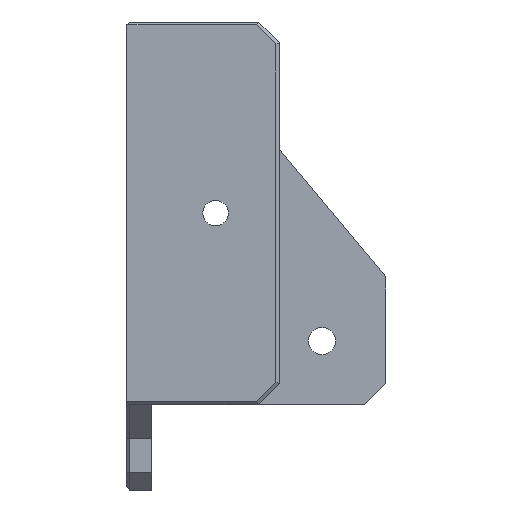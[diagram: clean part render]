
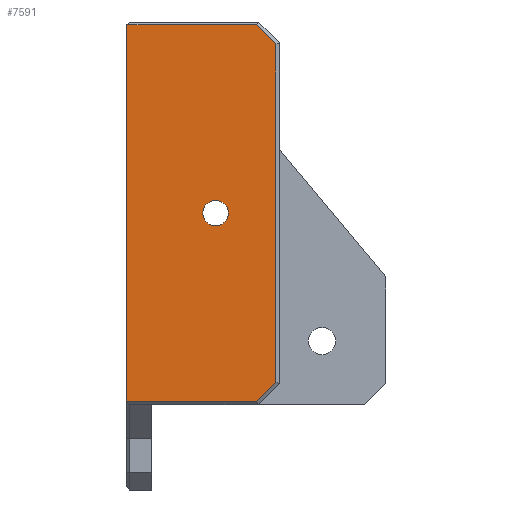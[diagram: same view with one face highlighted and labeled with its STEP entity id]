
A CAD part, left-side view. The second image highlights one B-rep face of the part: STEP entity #7591.
In plain terms, the highlighted planar face has unit normal (-1, 0, 0).
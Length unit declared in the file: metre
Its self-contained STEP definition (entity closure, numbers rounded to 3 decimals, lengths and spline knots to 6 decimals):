
#170=CIRCLE('',#7673,0.0015);
#2418=ORIENTED_EDGE('',*,*,#3648,.F.);
#2419=ORIENTED_EDGE('',*,*,#2887,.F.);
#2420=ORIENTED_EDGE('',*,*,#3649,.T.);
#2421=ORIENTED_EDGE('',*,*,#3650,.T.);
#2422=ORIENTED_EDGE('',*,*,#3651,.T.);
#2423=ORIENTED_EDGE('',*,*,#2914,.T.);
#2424=ORIENTED_EDGE('',*,*,#2918,.T.);
#2425=ORIENTED_EDGE('',*,*,#3057,.T.);
#2887=EDGE_CURVE('',#3977,#3978,#4606,.T.);
#2914=EDGE_CURVE('',#4003,#4002,#4631,.T.);
#2918=EDGE_CURVE('',#4002,#4005,#4635,.T.);
#3057=EDGE_CURVE('',#4142,#4142,#170,.T.);
#3648=EDGE_CURVE('',#3978,#4005,#5185,.T.);
#3649=EDGE_CURVE('',#3977,#4418,#5186,.T.);
#3650=EDGE_CURVE('',#4418,#4419,#5187,.T.);
#3651=EDGE_CURVE('',#4419,#4003,#5188,.T.);
#3977=VERTEX_POINT('',#10283);
#3978=VERTEX_POINT('',#10284);
#4002=VERTEX_POINT('',#10340);
#4003=VERTEX_POINT('',#10342);
#4005=VERTEX_POINT('',#10348);
#4142=VERTEX_POINT('',#10628);
#4418=VERTEX_POINT('',#13296);
#4419=VERTEX_POINT('',#13298);
#4606=LINE('',#10282,#5416);
#4631=LINE('',#10341,#5441);
#4635=LINE('',#10349,#5445);
#5185=LINE('',#13294,#5995);
#5186=LINE('',#13295,#5996);
#5187=LINE('',#13297,#5997);
#5188=LINE('',#13299,#5998);
#5416=VECTOR('',#8172,1.);
#5441=VECTOR('',#8205,1.);
#5445=VECTOR('',#8211,1.);
#5995=VECTOR('',#9263,1.);
#5996=VECTOR('',#9264,1.);
#5997=VECTOR('',#9265,1.);
#5998=VECTOR('',#9266,1.);
#6472=EDGE_LOOP('',(#2418,#2419,#2420,#2421,#2422,#2423,#2424));
#6473=EDGE_LOOP('',(#2425));
#6953=FACE_BOUND('',#6472,.T.);
#6954=FACE_BOUND('',#6473,.T.);
#7210=PLANE('',#7916);
#7591=ADVANCED_FACE('',(#6953,#6954),#7210,.T.);
#7673=AXIS2_PLACEMENT_3D('',#10627,#8360,#8361);
#7916=AXIS2_PLACEMENT_3D('',#13293,#9261,#9262);
#8172=DIRECTION('',(0.,0.,1.));
#8205=DIRECTION('',(0.,0.707,0.707));
#8211=DIRECTION('',(0.,1.,0.));
#8360=DIRECTION('',(1.,0.,0.));
#8361=DIRECTION('',(0.,-1.,0.));
#9261=DIRECTION('',(-1.,0.,0.));
#9262=DIRECTION('',(0.,0.,1.));
#9263=DIRECTION('',(0.,-0.707,0.707));
#9264=DIRECTION('',(0.,-1.,0.));
#9265=DIRECTION('',(0.,-0.707,0.707));
#9266=DIRECTION('',(0.,0.,1.));
#10282=CARTESIAN_POINT('',(-0.0874,0.003,-0.044583));
#10283=CARTESIAN_POINT('',(-0.0874,0.003,-0.044183));
#10284=CARTESIAN_POINT('',(-0.0874,0.003,0.000017));
#10340=CARTESIAN_POINT('',(-0.0874,-0.012334,0.0001));
#10341=CARTESIAN_POINT('',(-0.0874,-0.028508,-0.016074));
#10342=CARTESIAN_POINT('',(-0.0874,-0.0146,-0.002166));
#10348=CARTESIAN_POINT('',(-0.0874,0.002917,0.0001));
#10349=CARTESIAN_POINT('',(-0.0874,0.,0.0001));
#10627=CARTESIAN_POINT('',(-0.0874,-0.0075,-0.022041));
#10628=CARTESIAN_POINT('',(-0.0874,-0.009,-0.022041));
#13293=CARTESIAN_POINT('',(-0.0874,0.,-0.044583));
#13294=CARTESIAN_POINT('',(-0.0874,0.0238,-0.020783));
#13295=CARTESIAN_POINT('',(-0.0874,0.,-0.044183));
#13296=CARTESIAN_POINT('',(-0.0874,-0.012334,-0.044183));
#13297=CARTESIAN_POINT('',(-0.0874,-0.005967,-0.05055));
#13298=CARTESIAN_POINT('',(-0.0874,-0.0146,-0.041917));
#13299=CARTESIAN_POINT('',(-0.0874,-0.0146,-0.044583));
